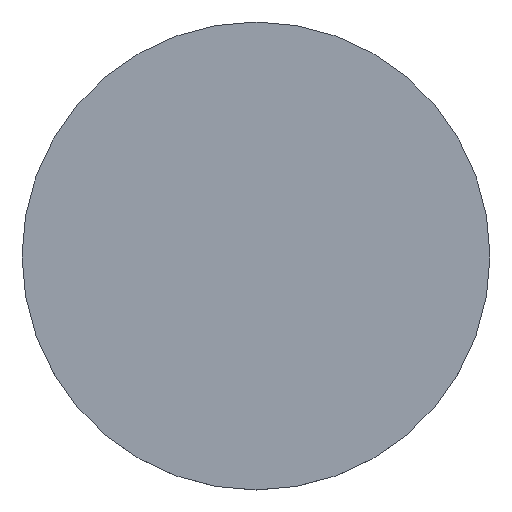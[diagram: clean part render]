
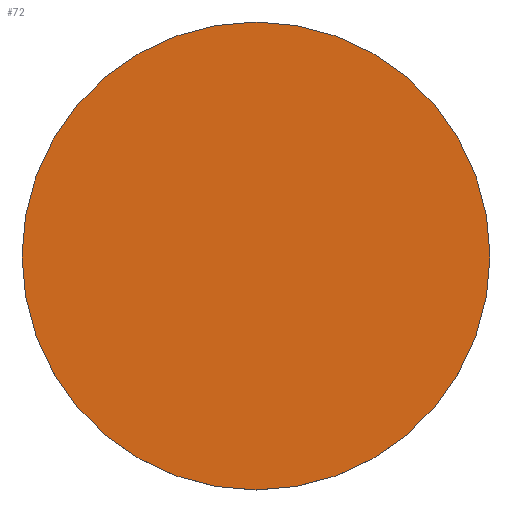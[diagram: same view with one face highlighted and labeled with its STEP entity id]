
A CAD part, top view. The second image highlights one B-rep face of the part: STEP entity #72.
In plain terms, the highlighted planar face has unit normal (0, 0, 1).
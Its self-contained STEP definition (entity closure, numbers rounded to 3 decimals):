
#64=EDGE_CURVE('Unnamed[1]',#130,#130,#131,.T.);
#72=ADVANCED_FACE('Unnamed[1]',(#141),#142,.T.);
#130=VERTEX_POINT('',#200);
#131=CIRCLE('',#201,17.65);
#141=FACE_OUTER_BOUND('',#214,.T.);
#142=PLANE('',#215);
#200=CARTESIAN_POINT('',(0.,17.65,26.7));
#201=AXIS2_PLACEMENT_3D('',#260,#261,#262);
#214=EDGE_LOOP('',(#272));
#215=AXIS2_PLACEMENT_3D('',#273,#274,#275);
#260=CARTESIAN_POINT('',(0.,0.,26.7));
#261=DIRECTION('',(0.,0.,-1.0));
#262=DIRECTION('',(0.,1.0,0.));
#272=ORIENTED_EDGE('',*,*,#64,.F.);
#273=CARTESIAN_POINT('',(0.,8.825,26.7));
#274=DIRECTION('',(0.,0.,1.0));
#275=DIRECTION('',(0.,-1.0,0.));
